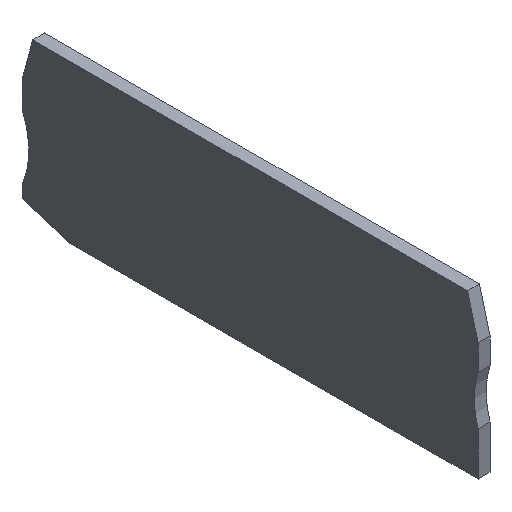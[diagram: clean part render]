
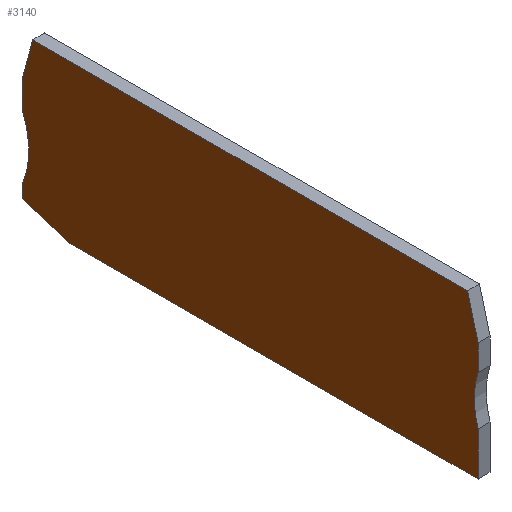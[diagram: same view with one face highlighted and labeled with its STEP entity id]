
A CAD part, isometric view. The second image highlights one B-rep face of the part: STEP entity #3140.
In plain terms, the highlighted face is planar.
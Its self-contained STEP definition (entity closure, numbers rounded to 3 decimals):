
#60=CARTESIAN_POINT('',(-34.168,-12.13,53.17));
#70=DIRECTION('',(0.,-1.,0.));
#80=VECTOR('',#70,1.);
#90=LINE('',#60,#80);
#100=CARTESIAN_POINT('',(-34.168,-16.466,53.17));
#110=VERTEX_POINT('',#100);
#120=CARTESIAN_POINT('',(-34.168,-21.2,53.17));
#130=VERTEX_POINT('',#120);
#140=EDGE_CURVE('',#110,#130,#90,.T.);
#570=CARTESIAN_POINT('',(49.832,-35.494,53.17));
#580=VERTEX_POINT('',#570);
#630=CARTESIAN_POINT('',(11.446,-47.449,53.17));
#640=DIRECTION('',(0.955,0.297,0.));
#650=VECTOR('',#640,1.);
#660=LINE('',#630,#650);
#670=CARTESIAN_POINT('',(41.144,-38.2,53.17));
#680=VERTEX_POINT('',#670);
#690=EDGE_CURVE('',#680,#580,#660,.T.);
#1140=CARTESIAN_POINT('',(49.832,-16.466,53.17));
#1150=VERTEX_POINT('',#1140);
#1180=CARTESIAN_POINT('',(49.832,-12.13,53.17));
#1190=DIRECTION('',(0.,1.,0.));
#1200=VECTOR('',#1190,1.);
#1210=LINE('',#1180,#1200);
#1220=CARTESIAN_POINT('',(49.832,-21.2,53.17));
#1230=VERTEX_POINT('',#1220);
#1240=EDGE_CURVE('',#1230,#1150,#1210,.T.);
#2290=CARTESIAN_POINT('',(47.872,-9.15,53.17));
#2300=VERTEX_POINT('',#2290);
#2330=CARTESIAN_POINT('',(48.67,-12.13,53.17));
#2340=DIRECTION('',(-0.259,0.966,0.));
#2350=VECTOR('',#2340,1.);
#2360=LINE('',#2330,#2350);
#2370=EDGE_CURVE('',#1150,#2300,#2360,.T.);
#2510=CARTESIAN_POINT('',(-9.986,-9.867,53.17));
#2520=DIRECTION('',(0.,0.,-1.));
#2530=DIRECTION('',(-1.,0.,0.));
#2540=AXIS2_PLACEMENT_3D('',#2510,#2520,#2530);
#2550=PLANE('',#2540);
#2560=ORIENTED_EDGE('',*,*,#1240,.F.);
#2570=ORIENTED_EDGE('',*,*,#2370,.F.);
#2580=CARTESIAN_POINT('',(11.446,-9.15,53.17));
#2590=DIRECTION('',(-1.,0.,0.));
#2600=VECTOR('',#2590,1.);
#2610=LINE('',#2580,#2600);
#2620=CARTESIAN_POINT('',(-32.208,-9.15,53.17));
#2630=VERTEX_POINT('',#2620);
#2640=EDGE_CURVE('',#2300,#2630,#2610,.T.);
#2650=ORIENTED_EDGE('',*,*,#2640,.F.);
#2660=CARTESIAN_POINT('',(-33.006,-12.13,53.17));
#2670=DIRECTION('',(-0.259,-0.966,0.));
#2680=VECTOR('',#2670,1.);
#2690=LINE('',#2660,#2680);
#2700=EDGE_CURVE('',#2630,#110,#2690,.T.);
#2710=ORIENTED_EDGE('',*,*,#2700,.F.);
#2720=ORIENTED_EDGE('',*,*,#140,.F.);
#2730=CARTESIAN_POINT('',(-48.477,-25.7,53.17));
#2740=DIRECTION('',(0.,0.,1.));
#2750=DIRECTION('',(1.,0.,0.));
#2760=AXIS2_PLACEMENT_3D('',#2730,#2740,#2750);
#2770=CIRCLE('',#2760,15.);
#2780=CARTESIAN_POINT('',(-34.168,-30.2,53.17));
#2790=VERTEX_POINT('',#2780);
#2800=EDGE_CURVE('',#2790,#130,#2770,.T.);
#2810=ORIENTED_EDGE('',*,*,#2800,.T.);
#2820=CARTESIAN_POINT('',(-34.168,-12.13,53.17));
#2830=DIRECTION('',(0.,-1.,0.));
#2840=VECTOR('',#2830,1.);
#2850=LINE('',#2820,#2840);
#2860=CARTESIAN_POINT('',(-34.168,-38.2,53.17));
#2870=VERTEX_POINT('',#2860);
#2880=EDGE_CURVE('',#2790,#2870,#2850,.T.);
#2890=ORIENTED_EDGE('',*,*,#2880,.F.);
#2900=CARTESIAN_POINT('',(11.446,-38.2,53.17));
#2910=DIRECTION('',(1.,0.,0.));
#2920=VECTOR('',#2910,1.);
#2930=LINE('',#2900,#2920);
#2940=EDGE_CURVE('',#2870,#680,#2930,.T.);
#2950=ORIENTED_EDGE('',*,*,#2940,.F.);
#2960=ORIENTED_EDGE('',*,*,#690,.F.);
#2970=CARTESIAN_POINT('',(49.832,-12.13,53.17));
#2980=DIRECTION('',(0.,1.,0.));
#2990=VECTOR('',#2980,1.);
#3000=LINE('',#2970,#2990);
#3010=CARTESIAN_POINT('',(49.832,-33.2,53.17));
#3020=VERTEX_POINT('',#3010);
#3030=EDGE_CURVE('',#580,#3020,#3000,.T.);
#3040=ORIENTED_EDGE('',*,*,#3030,.F.);
#3050=CARTESIAN_POINT('',(63.58,-27.2,53.17));
#3060=DIRECTION('',(0.,0.,1.));
#3070=DIRECTION('',(1.,0.,0.));
#3080=AXIS2_PLACEMENT_3D('',#3050,#3060,#3070);
#3090=CIRCLE('',#3080,15.);
#3100=EDGE_CURVE('',#1230,#3020,#3090,.T.);
#3110=ORIENTED_EDGE('',*,*,#3100,.T.);
#3120=EDGE_LOOP('',(#3110,#3040,#2960,#2950,#2890,#2810,#2720,#2710,
#2650,#2570,#2560));
#3130=FACE_OUTER_BOUND('',#3120,.T.);
#3140=ADVANCED_FACE('',(#3130),#2550,.T.);
